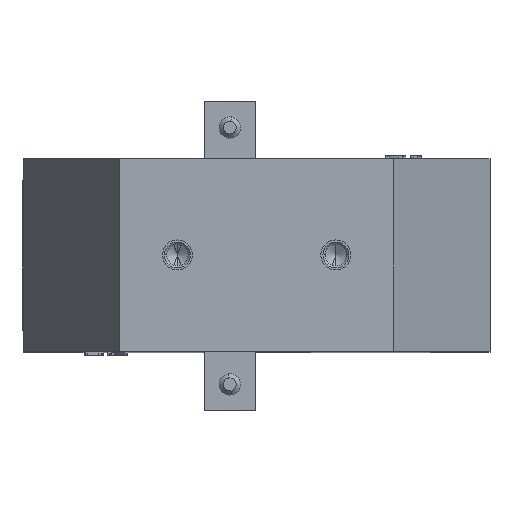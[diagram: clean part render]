
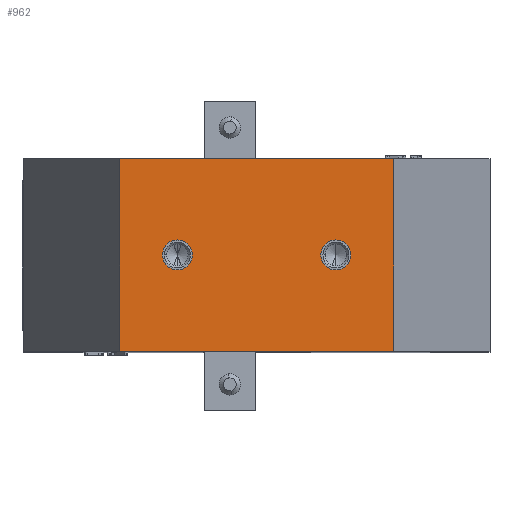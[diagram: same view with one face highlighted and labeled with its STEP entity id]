
A CAD part, top view. The second image highlights one B-rep face of the part: STEP entity #962.
In plain terms, the highlighted face is planar.
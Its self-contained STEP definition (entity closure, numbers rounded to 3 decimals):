
#368 = DIRECTION ( 'NONE',  ( 0., 0., -1. ) ) ;
#481 = VERTEX_POINT ( 'NONE', #11775 ) ;
#916 = FACE_BOUND ( 'NONE', #6941, .T. ) ;
#962 = ADVANCED_FACE ( 'NONE', ( #916, #12873, #4780 ), #1327, .F. ) ;
#1173 = CIRCLE ( 'NONE', #5350, 3.5 ) ;
#1208 = LINE ( 'NONE', #11991, #5054 ) ;
#1327 = PLANE ( 'NONE',  #14617 ) ;
#1390 = CARTESIAN_POINT ( 'NONE',  ( -32., -88., 22.5 ) ) ;
#1483 = VERTEX_POINT ( 'NONE', #2355 ) ;
#2115 = ORIENTED_EDGE ( 'NONE', *, *, #10176, .F. ) ;
#2355 = CARTESIAN_POINT ( 'NONE',  ( 32., -88., -22.5 ) ) ;
#2828 = CARTESIAN_POINT ( 'NONE',  ( -32., -88., -22.5 ) ) ;
#2872 = DIRECTION ( 'NONE',  ( -1., 0., 0. ) ) ;
#2906 = ORIENTED_EDGE ( 'NONE', *, *, #14023, .F. ) ;
#3416 = VECTOR ( 'NONE', #9769, 1000. ) ;
#3500 = EDGE_CURVE ( 'NONE', #12088, #1483, #8345, .T. ) ;
#4197 = CARTESIAN_POINT ( 'NONE',  ( 18.5, -88., -3.5 ) ) ;
#4780 = FACE_OUTER_BOUND ( 'NONE', #5460, .T. ) ;
#4891 = EDGE_LOOP ( 'NONE', ( #15694, #14173 ) ) ;
#5054 = VECTOR ( 'NONE', #14865, 1000. ) ;
#5097 = EDGE_CURVE ( 'NONE', #7342, #17818, #12859, .T. ) ;
#5350 = AXIS2_PLACEMENT_3D ( 'NONE', #6815, #16860, #8239 ) ;
#5460 = EDGE_LOOP ( 'NONE', ( #16170, #2115, #2906, #8302 ) ) ;
#5498 = CARTESIAN_POINT ( 'NONE',  ( -18.5, -88., -3.5 ) ) ;
#5674 = CIRCLE ( 'NONE', #7502, 3.5 ) ;
#6062 = AXIS2_PLACEMENT_3D ( 'NONE', #17654, #8991, #368 ) ;
#6321 = EDGE_CURVE ( 'NONE', #15542, #12088, #17108, .T. ) ;
#6744 = CARTESIAN_POINT ( 'NONE',  ( -18.5, -88., 0. ) ) ;
#6815 = CARTESIAN_POINT ( 'NONE',  ( 18.5, -88., 0. ) ) ;
#6941 = EDGE_LOOP ( 'NONE', ( #18490, #16812 ) ) ;
#7342 = VERTEX_POINT ( 'NONE', #15152 ) ;
#7502 = AXIS2_PLACEMENT_3D ( 'NONE', #6744, #16794, #8167 ) ;
#7997 = CARTESIAN_POINT ( 'NONE',  ( -32., -88., 22.5 ) ) ;
#8167 = DIRECTION ( 'NONE',  ( 0., 0., -1. ) ) ;
#8239 = DIRECTION ( 'NONE',  ( 0., 0., -1. ) ) ;
#8302 = ORIENTED_EDGE ( 'NONE', *, *, #6321, .T. ) ;
#8339 = CARTESIAN_POINT ( 'NONE',  ( 32., -88., 22.5 ) ) ;
#8345 = LINE ( 'NONE', #2828, #12167 ) ;
#8528 = DIRECTION ( 'NONE',  ( 0., -1., 0. ) ) ;
#8991 = DIRECTION ( 'NONE',  ( 0., -1., 0. ) ) ;
#9415 = VECTOR ( 'NONE', #9437, 1000. ) ;
#9437 = DIRECTION ( 'NONE',  ( 0., 0., -1. ) ) ;
#9769 = DIRECTION ( 'NONE',  ( 0., 0., -1. ) ) ;
#10176 = EDGE_CURVE ( 'NONE', #15397, #1483, #10573, .T. ) ;
#10462 = CARTESIAN_POINT ( 'NONE',  ( -32., -88., 22.5 ) ) ;
#10573 = LINE ( 'NONE', #8339, #3416 ) ;
#11289 = EDGE_CURVE ( 'NONE', #18345, #481, #18271, .T. ) ;
#11479 = DIRECTION ( 'NONE',  ( 0., 1., 0. ) ) ;
#11775 = CARTESIAN_POINT ( 'NONE',  ( -18.5, -88., 3.5 ) ) ;
#11991 = CARTESIAN_POINT ( 'NONE',  ( -32., -88., 22.5 ) ) ;
#12088 = VERTEX_POINT ( 'NONE', #13313 ) ;
#12167 = VECTOR ( 'NONE', #12994, 1000. ) ;
#12859 = CIRCLE ( 'NONE', #16531, 3.5 ) ;
#12873 = FACE_BOUND ( 'NONE', #4891, .T. ) ;
#12994 = DIRECTION ( 'NONE',  ( 1., 0., 0. ) ) ;
#13313 = CARTESIAN_POINT ( 'NONE',  ( -32., -88., -22.5 ) ) ;
#14023 = EDGE_CURVE ( 'NONE', #15542, #15397, #1208, .T. ) ;
#14173 = ORIENTED_EDGE ( 'NONE', *, *, #15959, .F. ) ;
#14463 = CARTESIAN_POINT ( 'NONE',  ( 32., -88., 22.5 ) ) ;
#14617 = AXIS2_PLACEMENT_3D ( 'NONE', #1390, #11479, #2872 ) ;
#14865 = DIRECTION ( 'NONE',  ( 1., 0., 0. ) ) ;
#15152 = CARTESIAN_POINT ( 'NONE',  ( 18.5, -88., 3.5 ) ) ;
#15244 = EDGE_CURVE ( 'NONE', #17818, #7342, #1173, .T. ) ;
#15397 = VERTEX_POINT ( 'NONE', #14463 ) ;
#15542 = VERTEX_POINT ( 'NONE', #10462 ) ;
#15694 = ORIENTED_EDGE ( 'NONE', *, *, #11289, .F. ) ;
#15959 = EDGE_CURVE ( 'NONE', #481, #18345, #5674, .T. ) ;
#16170 = ORIENTED_EDGE ( 'NONE', *, *, #3500, .T. ) ;
#16531 = AXIS2_PLACEMENT_3D ( 'NONE', #17171, #8528, #18609 ) ;
#16794 = DIRECTION ( 'NONE',  ( 0., -1., 0. ) ) ;
#16812 = ORIENTED_EDGE ( 'NONE', *, *, #5097, .F. ) ;
#16860 = DIRECTION ( 'NONE',  ( 0., -1., 0. ) ) ;
#17108 = LINE ( 'NONE', #7997, #9415 ) ;
#17171 = CARTESIAN_POINT ( 'NONE',  ( 18.5, -88., 0. ) ) ;
#17654 = CARTESIAN_POINT ( 'NONE',  ( -18.5, -88., 0. ) ) ;
#17818 = VERTEX_POINT ( 'NONE', #4197 ) ;
#18271 = CIRCLE ( 'NONE', #6062, 3.5 ) ;
#18345 = VERTEX_POINT ( 'NONE', #5498 ) ;
#18490 = ORIENTED_EDGE ( 'NONE', *, *, #15244, .F. ) ;
#18609 = DIRECTION ( 'NONE',  ( 0., 0., -1. ) ) ;
